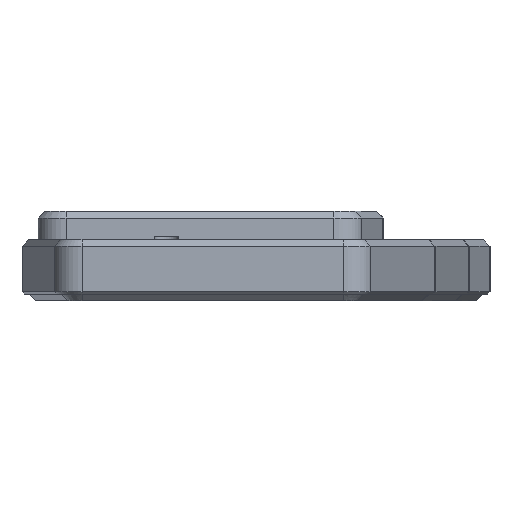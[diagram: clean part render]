
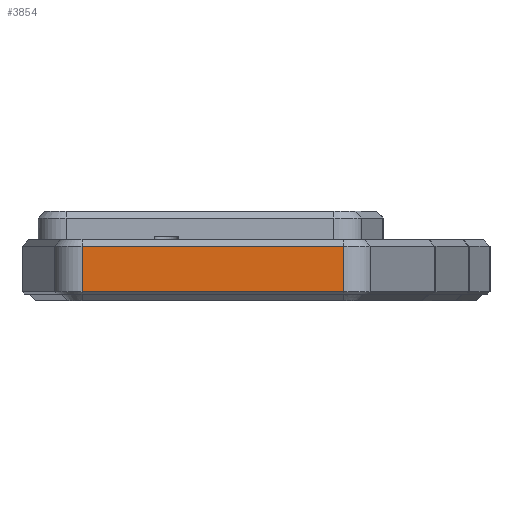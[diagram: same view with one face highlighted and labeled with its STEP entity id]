
A CAD part, left-side view. The second image highlights one B-rep face of the part: STEP entity #3854.
In plain terms, the highlighted planar face has unit normal (-1, 0, 0).
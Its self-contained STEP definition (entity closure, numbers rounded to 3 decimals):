
#3796=CARTESIAN_POINT('',(-142.307,-56.241,-2.2));
#3797=VERTEX_POINT('',#3796);
#3798=CARTESIAN_POINT('',(-142.307,-56.241,6.266));
#3799=VERTEX_POINT('',#3798);
#3800=CARTESIAN_POINT('',(-142.307,-56.241,-2.2));
#3801=DIRECTION('',(0.,0.,1.));
#3802=VECTOR('',#3801,8.466);
#3803=LINE('',#3800,#3802);
#3804=EDGE_CURVE('',#3797,#3799,#3803,.T.);
#3824=CARTESIAN_POINT('',(-142.307,-31.759,-2.7));
#3825=DIRECTION('',(1.,0.,0.));
#3826=DIRECTION('',(0.,-1.,0.));
#3827=AXIS2_PLACEMENT_3D('',#3824,#3825,#3826);
#3828=PLANE('',#3827);
#3829=CARTESIAN_POINT('',(-142.307,-7.277,-2.2));
#3830=VERTEX_POINT('',#3829);
#3831=CARTESIAN_POINT('',(-142.307,-7.277,6.266));
#3832=VERTEX_POINT('',#3831);
#3833=CARTESIAN_POINT('',(-142.307,-7.277,-2.2));
#3834=DIRECTION('',(0.,0.,1.));
#3835=VECTOR('',#3834,8.466);
#3836=LINE('',#3833,#3835);
#3837=EDGE_CURVE('',#3830,#3832,#3836,.T.);
#3838=ORIENTED_EDGE('',*,*,#3837,.F.);
#3839=CARTESIAN_POINT('',(-142.307,-7.277,-2.2));
#3840=DIRECTION('',(0.,-1.,0.));
#3841=VECTOR('',#3840,48.965);
#3842=LINE('',#3839,#3841);
#3843=EDGE_CURVE('',#3830,#3797,#3842,.T.);
#3844=ORIENTED_EDGE('',*,*,#3843,.T.);
#3845=ORIENTED_EDGE('',*,*,#3804,.T.);
#3846=CARTESIAN_POINT('',(-142.307,-7.277,6.266));
#3847=DIRECTION('',(0.,-1.,0.));
#3848=VECTOR('',#3847,48.965);
#3849=LINE('',#3846,#3848);
#3850=EDGE_CURVE('',#3832,#3799,#3849,.T.);
#3851=ORIENTED_EDGE('',*,*,#3850,.F.);
#3852=EDGE_LOOP('',(#3838,#3844,#3845,#3851));
#3853=FACE_BOUND('',#3852,.T.);
#3854=ADVANCED_FACE('',(#3853),#3828,.F.);
